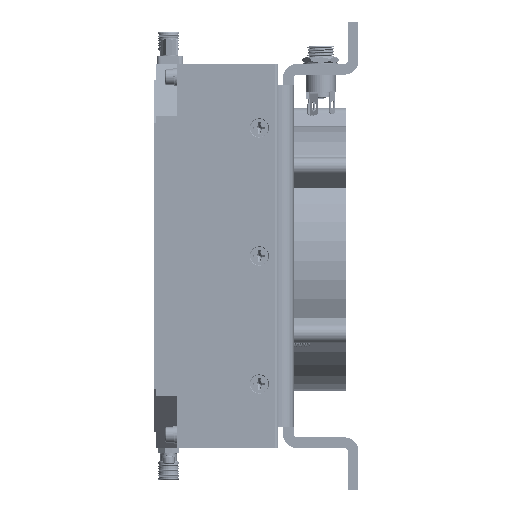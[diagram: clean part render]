
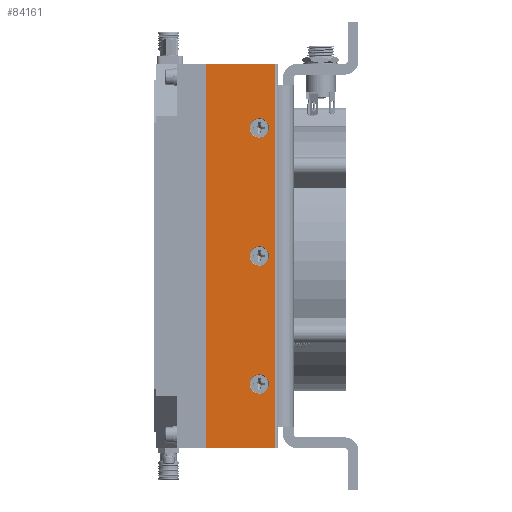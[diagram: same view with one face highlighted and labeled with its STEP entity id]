
A CAD part, left-side view. The second image highlights one B-rep face of the part: STEP entity #84161.
In plain terms, the highlighted planar face has unit normal (-1, 0, 0).
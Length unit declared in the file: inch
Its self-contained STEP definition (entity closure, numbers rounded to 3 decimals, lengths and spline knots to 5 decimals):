
#310 = CARTESIAN_POINT ( 'NONE',  ( -3.27219, 0.22834, -0.75 ) ) ;
#1443 = CARTESIAN_POINT ( 'NONE',  ( -3.27219, 0.04834, 0. ) ) ;
#1555 = AXIS2_PLACEMENT_3D ( 'NONE', #54973, #13091, #81965 ) ;
#2577 = ORIENTED_EDGE ( 'NONE', *, *, #130545, .F. ) ;
#2749 = CARTESIAN_POINT ( 'NONE',  ( -3.27219, 0.85834, 0. ) ) ;
#2948 = DIRECTION ( 'NONE',  ( 0., 0., 1. ) ) ;
#4149 = DIRECTION ( 'NONE',  ( 0., 0., 1. ) ) ;
#6408 = LINE ( 'NONE', #69352, #157438 ) ;
#7486 = CARTESIAN_POINT ( 'NONE',  ( -3.27219, 0.85834, -4.5 ) ) ;
#7503 = CIRCLE ( 'NONE', #135859, 0.1125 ) ;
#8476 = DIRECTION ( 'NONE',  ( 0., 0., 1. ) ) ;
#9158 = CARTESIAN_POINT ( 'NONE',  ( -3.27219, 0.85834, -4.5 ) ) ;
#12602 = CARTESIAN_POINT ( 'NONE',  ( -3.27219, 0.85834, -4.5 ) ) ;
#12858 = CIRCLE ( 'NONE', #1555, 0.1125 ) ;
#13091 = DIRECTION ( 'NONE',  ( -1., 0., 0. ) ) ;
#14760 = CARTESIAN_POINT ( 'NONE',  ( -3.27219, 0.04834, -4.5 ) ) ;
#16777 = LINE ( 'NONE', #2749, #163181 ) ;
#17838 = VERTEX_POINT ( 'NONE', #80176 ) ;
#17953 = DIRECTION ( 'NONE',  ( 0., 0., 1. ) ) ;
#17987 = VECTOR ( 'NONE', #55292, 39.37008 ) ;
#21358 = PLANE ( 'NONE',  #71665 ) ;
#21759 = CARTESIAN_POINT ( 'NONE',  ( -3.27219, 0.22834, -3.8625 ) ) ;
#22191 = DIRECTION ( 'NONE',  ( -1., 0., 0. ) ) ;
#22276 = CIRCLE ( 'NONE', #77975, 0.1125 ) ;
#27425 = DIRECTION ( 'NONE',  ( -1., 0., 0. ) ) ;
#28179 = LINE ( 'NONE', #56985, #17987 ) ;
#31031 = ORIENTED_EDGE ( 'NONE', *, *, #144245, .F. ) ;
#32279 = AXIS2_PLACEMENT_3D ( 'NONE', #67750, #121124, #108873 ) ;
#35351 = FACE_BOUND ( 'NONE', #96162, .T. ) ;
#35682 = ORIENTED_EDGE ( 'NONE', *, *, #86953, .F. ) ;
#37644 = CARTESIAN_POINT ( 'NONE',  ( -3.27219, 0.22834, -3.6375 ) ) ;
#48338 = ORIENTED_EDGE ( 'NONE', *, *, #54814, .T. ) ;
#49347 = DIRECTION ( 'NONE',  ( 0., 0., 1. ) ) ;
#54814 = EDGE_CURVE ( 'NONE', #79734, #66879, #28179, .T. ) ;
#54973 = CARTESIAN_POINT ( 'NONE',  ( -3.27219, 0.22834, -0.75 ) ) ;
#55292 = DIRECTION ( 'NONE',  ( 0., -1., 0. ) ) ;
#55473 = CARTESIAN_POINT ( 'NONE',  ( -3.27219, 0.22834, -2.1375 ) ) ;
#55845 = EDGE_CURVE ( 'NONE', #109844, #148596, #152304, .T. ) ;
#56985 = CARTESIAN_POINT ( 'NONE',  ( -3.27219, 0.85834, -4.5 ) ) ;
#57597 = ORIENTED_EDGE ( 'NONE', *, *, #79984, .T. ) ;
#59814 = DIRECTION ( 'NONE',  ( -1., 0., 0. ) ) ;
#61877 = ORIENTED_EDGE ( 'NONE', *, *, #132240, .F. ) ;
#66879 = VERTEX_POINT ( 'NONE', #14760 ) ;
#67750 = CARTESIAN_POINT ( 'NONE',  ( -3.27219, 0.22834, -3.75 ) ) ;
#69352 = CARTESIAN_POINT ( 'NONE',  ( -3.27219, 0.04834, -4.5 ) ) ;
#71665 = AXIS2_PLACEMENT_3D ( 'NONE', #9158, #59814, #49347 ) ;
#77975 = AXIS2_PLACEMENT_3D ( 'NONE', #310, #27425, #106117 ) ;
#79529 = VERTEX_POINT ( 'NONE', #1443 ) ;
#79734 = VERTEX_POINT ( 'NONE', #7486 ) ;
#79984 = EDGE_CURVE ( 'NONE', #66879, #79529, #6408, .T. ) ;
#80127 = EDGE_CURVE ( 'NONE', #17838, #79529, #16777, .T. ) ;
#80176 = CARTESIAN_POINT ( 'NONE',  ( -3.27219, 0.85834, 0. ) ) ;
#80195 = EDGE_LOOP ( 'NONE', ( #61877, #35682 ) ) ;
#80961 = VERTEX_POINT ( 'NONE', #124603 ) ;
#81965 = DIRECTION ( 'NONE',  ( 0., 0., 1. ) ) ;
#83090 = DIRECTION ( 'NONE',  ( 0., -1., 0. ) ) ;
#83094 = VERTEX_POINT ( 'NONE', #154979 ) ;
#84143 = EDGE_CURVE ( 'NONE', #148596, #109844, #7503, .T. ) ;
#84161 = ADVANCED_FACE ( 'NONE', ( #141078, #169004, #35351, #88615 ), #21358, .T. ) ;
#86953 = EDGE_CURVE ( 'NONE', #133780, #168960, #172310, .T. ) ;
#88615 = FACE_OUTER_BOUND ( 'NONE', #135395, .T. ) ;
#89258 = EDGE_CURVE ( 'NONE', #83094, #80961, #22276, .T. ) ;
#95604 = VECTOR ( 'NONE', #8476, 39.37008 ) ;
#96162 = EDGE_LOOP ( 'NONE', ( #106908, #119265 ) ) ;
#97037 = AXIS2_PLACEMENT_3D ( 'NONE', #141916, #22191, #142755 ) ;
#99748 = CIRCLE ( 'NONE', #97037, 0.1125 ) ;
#106117 = DIRECTION ( 'NONE',  ( 0., 0., 1. ) ) ;
#106908 = ORIENTED_EDGE ( 'NONE', *, *, #84143, .F. ) ;
#108227 = DIRECTION ( 'NONE',  ( -1., 0., 0. ) ) ;
#108873 = DIRECTION ( 'NONE',  ( 0., 0., 1. ) ) ;
#109844 = VERTEX_POINT ( 'NONE', #21759 ) ;
#115960 = LINE ( 'NONE', #12602, #95604 ) ;
#116350 = EDGE_LOOP ( 'NONE', ( #167899, #2577 ) ) ;
#119265 = ORIENTED_EDGE ( 'NONE', *, *, #55845, .F. ) ;
#121124 = DIRECTION ( 'NONE',  ( -1., 0., 0. ) ) ;
#121590 = CARTESIAN_POINT ( 'NONE',  ( -3.27219, 0.22834, -2.3625 ) ) ;
#123865 = CARTESIAN_POINT ( 'NONE',  ( -3.27219, 0.22834, -2.25 ) ) ;
#124603 = CARTESIAN_POINT ( 'NONE',  ( -3.27219, 0.22834, -0.8625 ) ) ;
#130545 = EDGE_CURVE ( 'NONE', #80961, #83094, #12858, .T. ) ;
#132240 = EDGE_CURVE ( 'NONE', #168960, #133780, #99748, .T. ) ;
#133780 = VERTEX_POINT ( 'NONE', #121590 ) ;
#135395 = EDGE_LOOP ( 'NONE', ( #141998, #31031, #48338, #57597 ) ) ;
#135859 = AXIS2_PLACEMENT_3D ( 'NONE', #135937, #151600, #17953 ) ;
#135937 = CARTESIAN_POINT ( 'NONE',  ( -3.27219, 0.22834, -3.75 ) ) ;
#141078 = FACE_BOUND ( 'NONE', #116350, .T. ) ;
#141916 = CARTESIAN_POINT ( 'NONE',  ( -3.27219, 0.22834, -2.25 ) ) ;
#141998 = ORIENTED_EDGE ( 'NONE', *, *, #80127, .F. ) ;
#142755 = DIRECTION ( 'NONE',  ( 0., 0., 1. ) ) ;
#144245 = EDGE_CURVE ( 'NONE', #79734, #17838, #115960, .T. ) ;
#148596 = VERTEX_POINT ( 'NONE', #37644 ) ;
#150032 = AXIS2_PLACEMENT_3D ( 'NONE', #123865, #108227, #4149 ) ;
#151600 = DIRECTION ( 'NONE',  ( -1., 0., 0. ) ) ;
#152304 = CIRCLE ( 'NONE', #32279, 0.1125 ) ;
#154979 = CARTESIAN_POINT ( 'NONE',  ( -3.27219, 0.22834, -0.6375 ) ) ;
#157438 = VECTOR ( 'NONE', #2948, 39.37008 ) ;
#163181 = VECTOR ( 'NONE', #83090, 39.37008 ) ;
#167899 = ORIENTED_EDGE ( 'NONE', *, *, #89258, .F. ) ;
#168960 = VERTEX_POINT ( 'NONE', #55473 ) ;
#169004 = FACE_BOUND ( 'NONE', #80195, .T. ) ;
#172310 = CIRCLE ( 'NONE', #150032, 0.1125 ) ;
